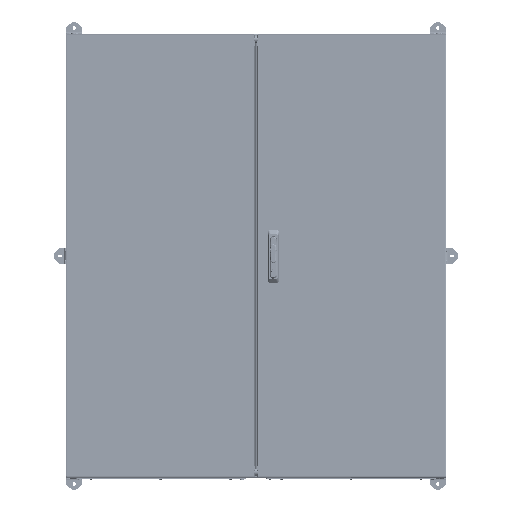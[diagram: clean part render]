
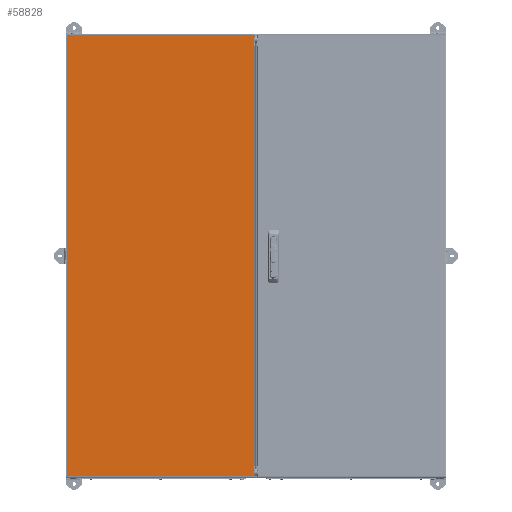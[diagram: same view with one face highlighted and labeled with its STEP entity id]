
A CAD part, top view. The second image highlights one B-rep face of the part: STEP entity #58828.
In plain terms, the highlighted planar face has unit normal (0, 0, 1).
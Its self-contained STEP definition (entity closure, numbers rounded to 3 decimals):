
#6683 = LINE ( 'NONE', #122347, #103514 ) ;
#7833 = ORIENTED_EDGE ( 'NONE', *, *, #32686, .T. ) ;
#8582 = VERTEX_POINT ( 'NONE', #34457 ) ;
#14174 = FACE_OUTER_BOUND ( 'NONE', #122315, .T. ) ;
#15532 = VECTOR ( 'NONE', #83911, 1000. ) ;
#16743 = LINE ( 'NONE', #96610, #61606 ) ;
#21508 = VERTEX_POINT ( 'NONE', #45566 ) ;
#22330 = CARTESIAN_POINT ( 'NONE',  ( 294.5, -695.293, 0. ) ) ;
#29088 = VERTEX_POINT ( 'NONE', #119618 ) ;
#29477 = AXIS2_PLACEMENT_3D ( 'NONE', #44206, #101741, #53149 ) ;
#30291 = EDGE_CURVE ( 'NONE', #114942, #29088, #120720, .T. ) ;
#32686 = EDGE_CURVE ( 'NONE', #21508, #8582, #6683, .T. ) ;
#34457 = CARTESIAN_POINT ( 'NONE',  ( -294.5, -694.5, 0. ) ) ;
#43680 = CARTESIAN_POINT ( 'NONE',  ( 294.5, -694.5, 0. ) ) ;
#44206 = CARTESIAN_POINT ( 'NONE',  ( 0., 0., 0. ) ) ;
#45566 = CARTESIAN_POINT ( 'NONE',  ( -294.5, 694.5, 0. ) ) ;
#53149 = DIRECTION ( 'NONE',  ( 1., 0., 0. ) ) ;
#58828 = ADVANCED_FACE ( 'NONE', ( #14174 ), #122780, .T. ) ;
#61569 = CARTESIAN_POINT ( 'NONE',  ( -295.293, -694.5, 0. ) ) ;
#61606 = VECTOR ( 'NONE', #115125, 1000. ) ;
#68523 = ORIENTED_EDGE ( 'NONE', *, *, #85593, .T. ) ;
#80769 = EDGE_CURVE ( 'NONE', #8582, #114942, #91596, .T. ) ;
#83911 = DIRECTION ( 'NONE',  ( 1., 0., 0. ) ) ;
#85593 = EDGE_CURVE ( 'NONE', #29088, #21508, #16743, .T. ) ;
#91596 = LINE ( 'NONE', #61569, #15532 ) ;
#96610 = CARTESIAN_POINT ( 'NONE',  ( 295.293, 694.5, 0. ) ) ;
#99229 = VECTOR ( 'NONE', #119497, 1000. ) ;
#101741 = DIRECTION ( 'NONE',  ( 0., 0., 1. ) ) ;
#103514 = VECTOR ( 'NONE', #104443, 1000. ) ;
#104443 = DIRECTION ( 'NONE',  ( 0., -1., 0. ) ) ;
#105857 = ORIENTED_EDGE ( 'NONE', *, *, #30291, .T. ) ;
#114942 = VERTEX_POINT ( 'NONE', #43680 ) ;
#115125 = DIRECTION ( 'NONE',  ( -1., 0., 0. ) ) ;
#119497 = DIRECTION ( 'NONE',  ( 0., 1., 0. ) ) ;
#119618 = CARTESIAN_POINT ( 'NONE',  ( 294.5, 694.5, 0. ) ) ;
#120720 = LINE ( 'NONE', #22330, #99229 ) ;
#121290 = ORIENTED_EDGE ( 'NONE', *, *, #80769, .T. ) ;
#122315 = EDGE_LOOP ( 'NONE', ( #68523, #7833, #121290, #105857 ) ) ;
#122347 = CARTESIAN_POINT ( 'NONE',  ( -294.5, 695.293, 0. ) ) ;
#122780 = PLANE ( 'NONE',  #29477 ) ;
